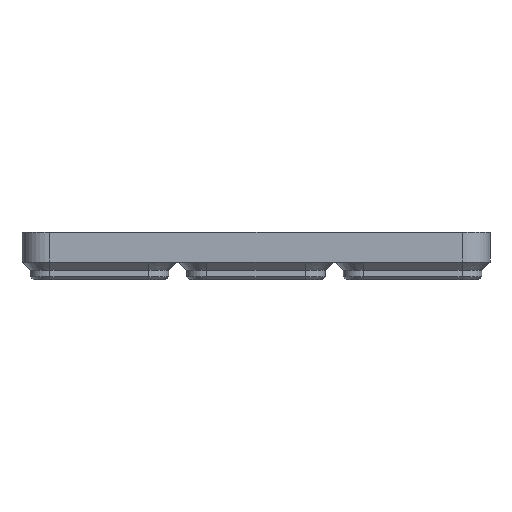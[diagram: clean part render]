
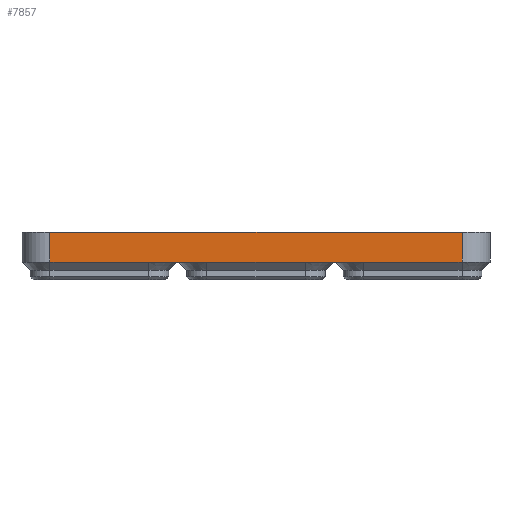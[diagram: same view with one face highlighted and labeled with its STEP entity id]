
A CAD part, left-side view. The second image highlights one B-rep face of the part: STEP entity #7857.
In plain terms, the highlighted planar face has unit normal (-1, 0, 0).
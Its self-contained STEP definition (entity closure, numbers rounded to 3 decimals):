
#359=LINE('',#12053,#1103);
#363=LINE('',#12069,#1107);
#400=LINE('',#12195,#1144);
#401=LINE('',#12201,#1145);
#402=LINE('',#12204,#1146);
#403=LINE('',#12205,#1147);
#404=LINE('',#12206,#1148);
#405=LINE('',#12207,#1149);
#1103=VECTOR('',#9406,1000.);
#1107=VECTOR('',#9418,1000.);
#1144=VECTOR('',#9519,1000.);
#1145=VECTOR('',#9526,1000.);
#1146=VECTOR('',#9527,1000.);
#1147=VECTOR('',#9528,1000.);
#1148=VECTOR('',#9529,1000.);
#1149=VECTOR('',#9530,1000.);
#1972=ORIENTED_EDGE('',*,*,#4357,.T.);
#1973=ORIENTED_EDGE('',*,*,#4358,.F.);
#1974=ORIENTED_EDGE('',*,*,#4354,.F.);
#1975=ORIENTED_EDGE('',*,*,#4359,.T.);
#1976=ORIENTED_EDGE('',*,*,#4290,.T.);
#1977=ORIENTED_EDGE('',*,*,#4360,.T.);
#1978=ORIENTED_EDGE('',*,*,#4282,.T.);
#1979=ORIENTED_EDGE('',*,*,#4361,.T.);
#4282=EDGE_CURVE('',#5479,#5478,#359,.T.);
#4290=EDGE_CURVE('',#5487,#5486,#363,.T.);
#4354=EDGE_CURVE('',#5544,#5545,#400,.T.);
#4357=EDGE_CURVE('',#5546,#5547,#401,.T.);
#4358=EDGE_CURVE('',#5545,#5547,#402,.T.);
#4359=EDGE_CURVE('',#5544,#5487,#403,.T.);
#4360=EDGE_CURVE('',#5486,#5479,#404,.T.);
#4361=EDGE_CURVE('',#5478,#5546,#405,.T.);
#5478=VERTEX_POINT('',#12052);
#5479=VERTEX_POINT('',#12054);
#5486=VERTEX_POINT('',#12068);
#5487=VERTEX_POINT('',#12070);
#5544=VERTEX_POINT('',#12196);
#5545=VERTEX_POINT('',#12197);
#5546=VERTEX_POINT('',#12202);
#5547=VERTEX_POINT('',#12203);
#6506=EDGE_LOOP('',(#1972,#1973,#1974,#1975,#1976,#1977,#1978,#1979));
#7060=FACE_BOUND('',#6506,.T.);
#7609=PLANE('',#8424);
#7857=ADVANCED_FACE('',(#7060),#7609,.T.);
#8424=AXIS2_PLACEMENT_3D('',#12200,#9524,#9525);
#9406=DIRECTION('',(0.,-1.,0.));
#9418=DIRECTION('',(0.,-1.,0.));
#9519=DIRECTION('',(0.,0.,1.));
#9524=DIRECTION('',(-1.,0.,0.));
#9525=DIRECTION('',(0.,0.,1.));
#9526=DIRECTION('',(0.,0.,1.));
#9527=DIRECTION('',(0.,-1.,0.));
#9528=DIRECTION('',(0.,-1.,0.));
#9529=DIRECTION('',(0.,-1.,0.));
#9530=DIRECTION('',(0.,-1.,0.));
#12052=CARTESIAN_POINT('',(-62.75,-28.75,-1.));
#12053=CARTESIAN_POINT('',(-62.75,0.,-1.));
#12054=CARTESIAN_POINT('',(-62.75,-13.25,-1.));
#12068=CARTESIAN_POINT('',(-62.75,13.25,-1.));
#12069=CARTESIAN_POINT('',(-62.75,0.,-1.));
#12070=CARTESIAN_POINT('',(-62.75,28.75,-1.));
#12195=CARTESIAN_POINT('',(-62.75,55.25,-1.));
#12196=CARTESIAN_POINT('',(-62.75,55.25,-1.));
#12197=CARTESIAN_POINT('',(-62.75,55.25,7.));
#12200=CARTESIAN_POINT('',(-62.75,0.,-1.));
#12201=CARTESIAN_POINT('',(-62.75,-55.25,-1.));
#12202=CARTESIAN_POINT('',(-62.75,-55.25,-1.));
#12203=CARTESIAN_POINT('',(-62.75,-55.25,7.));
#12204=CARTESIAN_POINT('',(-62.75,0.,7.));
#12205=CARTESIAN_POINT('',(-62.75,0.,-1.));
#12206=CARTESIAN_POINT('',(-62.75,42.,-1.));
#12207=CARTESIAN_POINT('',(-62.75,0.,-1.));
